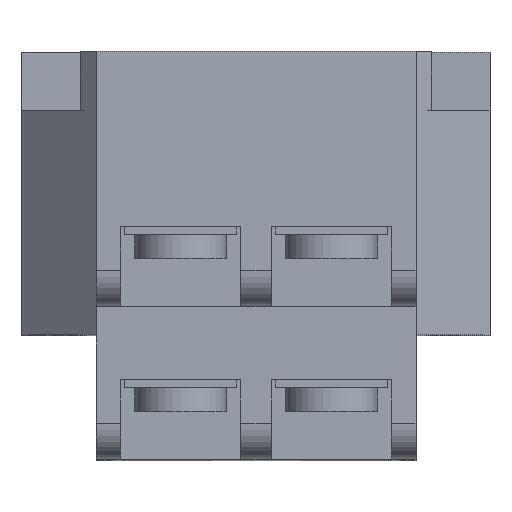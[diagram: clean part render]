
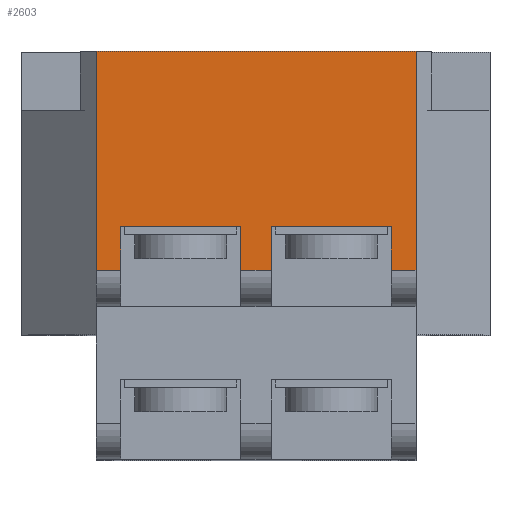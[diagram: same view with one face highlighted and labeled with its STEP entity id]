
A CAD part, top view. The second image highlights one B-rep face of the part: STEP entity #2603.
In plain terms, the highlighted planar face has unit normal (0, 0, 1).
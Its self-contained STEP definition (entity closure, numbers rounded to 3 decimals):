
#1237=CARTESIAN_POINT('POINT84',(0.965,-13.919,
   32.004));
#1238=VERTEX_POINT('VERTEX84',#1237);
#1246=CARTESIAN_POINT('POINT85',(-0.965,-13.919,
   32.004));
#1247=VERTEX_POINT('VERTEX85',#1246);
#1248=CARTESIAN_POINT('POS143',(-10.16,-13.919,32.004));
#1249=DIRECTION('DIR198',(1.,0.,
   0.));
#1250=VECTOR('VEC88',#1249,25.4);
#1251=LINE('STRAIGHT88',#1248,#1250);
#1252=EDGE_CURVE('EDGE115',#1247,#1238,#1251,.T.);
#1277=CARTESIAN_POINT('POINT87',(-0.965,-11.125,
   32.004));
#1278=VERTEX_POINT('VERTEX87',#1277);
#1279=CARTESIAN_POINT('POS147',(-0.965,-13.792,
   32.004));
#1280=DIRECTION('DIR204',(0.,-1.,0.));
#1281=VECTOR('VEC90',#1280,25.4);
#1282=LINE('STRAIGHT90',#1279,#1281);
#1283=EDGE_CURVE('EDGE118',#1278,#1247,#1282,.T.);
#1313=CARTESIAN_POINT('POINT88',(-8.585,-11.125,32.004)
   );
#1314=VERTEX_POINT('VERTEX88',#1313);
#1315=CARTESIAN_POINT('POS151',(-7.468,-11.125,32.004))
   ;
#1316=DIRECTION('DIR209',(1.,0.,0.));
#1317=VECTOR('VEC93',#1316,25.4);
#1318=LINE('STRAIGHT93',#1315,#1317);
#1319=EDGE_CURVE('EDGE121',#1314,#1278,#1318,.T.);
#1337=CARTESIAN_POINT('POINT89',(-8.585,-13.919,32.004)
   );
#1338=VERTEX_POINT('VERTEX89',#1337);
#1339=CARTESIAN_POINT('POS154',(-8.585,-13.792,32.004))
   ;
#1340=DIRECTION('DIR213',(0.,1.,0.));
#1341=VECTOR('VEC95',#1340,25.4);
#1342=LINE('STRAIGHT95',#1339,#1341);
#1343=EDGE_CURVE('EDGE123',#1338,#1314,#1342,.T.);
#1370=CARTESIAN_POINT('POINT91',(8.585,-11.125,32.004))
   ;
#1371=VERTEX_POINT('VERTEX91',#1370);
#1372=CARTESIAN_POINT('POINT92',(8.585,-13.919,32.004))
   ;
#1373=VERTEX_POINT('VERTEX92',#1372);
#1374=CARTESIAN_POINT('POS158',(8.585,-13.792,32.004));
#1375=DIRECTION('DIR219',(0.,-1.,0.));
#1376=VECTOR('VEC97',#1375,25.4);
#1377=LINE('STRAIGHT97',#1374,#1376);
#1378=EDGE_CURVE('EDGE126',#1371,#1373,#1377,.T.);
#1416=CARTESIAN_POINT('POINT94',(0.965,-11.125,
   32.004));
#1417=VERTEX_POINT('VERTEX94',#1416);
#1418=CARTESIAN_POINT('POS163',(-2.692,-11.125,32.004))
   ;
#1419=DIRECTION('DIR226',(1.,0.,0.));
#1420=VECTOR('VEC100',#1419,25.4);
#1421=LINE('STRAIGHT100',#1418,#1420);
#1422=EDGE_CURVE('EDGE130',#1417,#1371,#1421,.T.);
#1440=CARTESIAN_POINT('POS166',(0.965,-13.792,
   32.004));
#1441=DIRECTION('DIR230',(0.,1.,0.));
#1442=VECTOR('VEC102',#1441,25.4);
#1443=LINE('STRAIGHT102',#1440,#1442);
#1444=EDGE_CURVE('EDGE132',#1238,#1417,#1443,.T.);
#1992=CARTESIAN_POINT('POINT131',(-10.16,-13.919,32.004)
   );
#1993=VERTEX_POINT('VERTEX131',#1992);
#1994=CARTESIAN_POINT('POS233',(-10.16,-13.919,32.004));
#1995=DIRECTION('DIR316',(1.,0.,
   0.));
#1996=VECTOR('VEC150',#1995,25.4);
#1997=LINE('STRAIGHT150',#1994,#1996);
#1998=EDGE_CURVE('EDGE184',#1993,#1338,#1997,.T.);
#2547=CARTESIAN_POINT('POINT182',(10.16,-13.919,32.004))
   ;
#2548=VERTEX_POINT('VERTEX182',#2547);
#2556=CARTESIAN_POINT('POS300',(-10.16,-13.919,32.004));
#2557=DIRECTION('DIR397',(1.,0.,
   0.));
#2558=VECTOR('VEC203',#2557,25.4);
#2559=LINE('STRAIGHT203',#2556,#2558);
#2560=EDGE_CURVE('EDGE241',#1373,#2548,#2559,.T.);
#2565=ORIENTED_EDGE('COEDGE385',*,*,#1444,.T.);
#2566=ORIENTED_EDGE('COEDGE386',*,*,#1422,.T.);
#2567=ORIENTED_EDGE('COEDGE387',*,*,#1378,.T.);
#2568=ORIENTED_EDGE('COEDGE388',*,*,#2560,.T.);
#2569=CARTESIAN_POINT('POINT183',(10.16,0.,
   32.004));
#2570=VERTEX_POINT('VERTEX183',#2569);
#2571=CARTESIAN_POINT('POS301',(10.16,0.,
   32.004));
#2572=DIRECTION('DIR398',(0.,1.,
   0.));
#2573=VECTOR('VEC204',#2572,25.4);
#2574=LINE('STRAIGHT204',#2571,#2573);
#2575=EDGE_CURVE('EDGE242',#2548,#2570,#2574,.T.);
#2576=ORIENTED_EDGE('COEDGE389',*,*,#2575,.T.);
#2577=CARTESIAN_POINT('POINT184',(-10.16,0.,
   32.004));
#2578=VERTEX_POINT('VERTEX184',#2577);
#2579=CARTESIAN_POINT('POS302',(-10.16,0.,
   32.004));
#2580=DIRECTION('DIR399',(1.,0.,
   0.));
#2581=VECTOR('VEC205',#2580,25.4);
#2582=LINE('STRAIGHT205',#2579,#2581);
#2583=EDGE_CURVE('EDGE243',#2578,#2570,#2582,.T.);
#2584=ORIENTED_EDGE('COEDGE390',*,*,#2583,.F.);
#2585=CARTESIAN_POINT('POS303',(-10.16,0.,
   32.004));
#2586=DIRECTION('DIR400',(0.,-1.,
   0.));
#2587=VECTOR('VEC206',#2586,25.4);
#2588=LINE('STRAIGHT206',#2585,#2587);
#2589=EDGE_CURVE('EDGE244',#2578,#1993,#2588,.T.);
#2590=ORIENTED_EDGE('COEDGE391',*,*,#2589,.T.);
#2591=ORIENTED_EDGE('COEDGE392',*,*,#1998,.T.);
#2592=ORIENTED_EDGE('COEDGE393',*,*,#1343,.T.);
#2593=ORIENTED_EDGE('COEDGE394',*,*,#1319,.T.);
#2594=ORIENTED_EDGE('COEDGE395',*,*,#1283,.T.);
#2595=ORIENTED_EDGE('COEDGE396',*,*,#1252,.T.);
#2596=EDGE_LOOP('NONE',(#2565,#2566,#2567,#2568,#2576,#2584,#2590,#2591,
   #2592,#2593,#2594,#2595));
#2597=FACE_BOUND('LOOP1',#2596,.T.);
#2598=CARTESIAN_POINT('POS304',(-10.16,-13.919,32.004));
#2599=DIRECTION('DIR401',(0.,0.,1.));
#2600=DIRECTION('DIR402',(1.,0.,0.));
#2601=AXIS2_PLACEMENT_3D('AXIS98',#2598,#2599,#2600);
#2602=PLANE('PLANE70',#2601);
#2603=ADVANCED_FACE('FACE87',(#2597),#2602,.T.);
